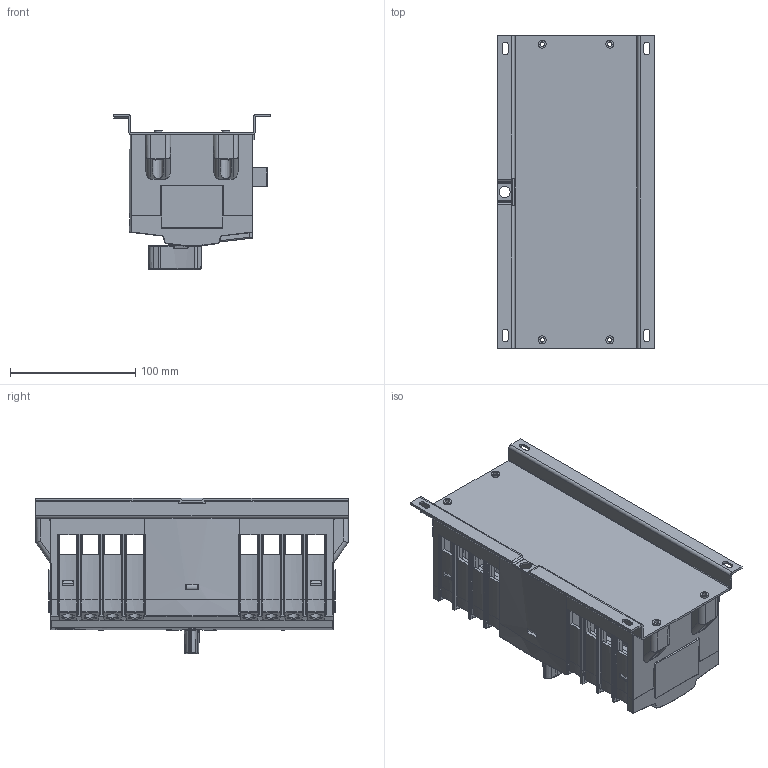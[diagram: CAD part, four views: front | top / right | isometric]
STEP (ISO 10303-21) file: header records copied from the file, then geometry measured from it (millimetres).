
FILE_DESCRIPTION( ( 'Unknown' ), '1' );
FILE_NAME( 'ABP Lite.stp', 'Unknown', ( 'Unknown' ), ( 'Unknown' ), 'PSStep 15.0.49', 'Unknown', ' ' );
FILE_SCHEMA( ( 'AUTOMOTIVE_DESIGN { 1 0 10303 214 1 1 1 1 }' ) );
Length unit declared in the file: millimetre
Products named in the file (8): Assem1; ; ; ; ; 
Assembly tree (7 placements, depth 2):
  Assem1
  
  
  
  
  
  
  
Bounding box: 125 x 249.64 x 124 mm (x, y, z)
Volume: 347138 mm3; surface area: 351191.1 mm2
Topology: 7 solids, 9 shells, 3195 faces, 8813 edges, 5594 vertices
Faces by surface type: plane 1852, cylinder 638, bspline 312, cone 211, sphere 77, extrusion 59, torus 46
Full cylindrical faces by diameter (mm): 3.2 x8, 3.5 x4, 3.78 x4, 6.5 x4, 7.1 x1, 7.8 x1, 9 x2, 15.5 x1
Entity records: 144240 total; most frequent: CARTESIAN_POINT 39460, ORIENTED_EDGE 17340, DIRECTION 15260, EDGE_CURVE 8670, VECTOR 5952, LINE 5893, VERTEX_POINT 5581, AXIS2_PLACEMENT_3D 4654
